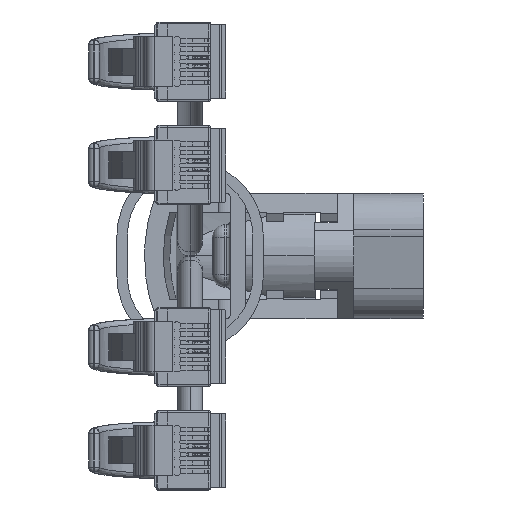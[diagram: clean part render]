
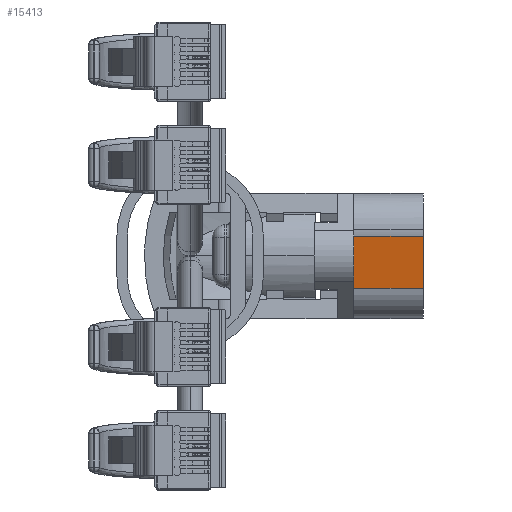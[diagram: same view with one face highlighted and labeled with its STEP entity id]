
A CAD part, left-side view. The second image highlights one B-rep face of the part: STEP entity #15413.
In plain terms, the highlighted face is planar.
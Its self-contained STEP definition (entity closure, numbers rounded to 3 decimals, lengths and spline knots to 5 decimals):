
#885 = CARTESIAN_POINT ( 'NONE',  ( -1.27577, -0.15523, 0. ) ) ;
#1266 = CARTESIAN_POINT ( 'NONE',  ( -1.27577, -0.15523, 0.33402 ) ) ;
#3317 = CARTESIAN_POINT ( 'NONE',  ( -1.31978, 0.09438, 0. ) ) ;
#3323 = CARTESIAN_POINT ( 'NONE',  ( -1.31978, 0.09438, 0.33402 ) ) ;
#7607 = LINE ( 'NONE', #20191, #7609 ) ;
#7609 = VECTOR ( 'NONE', #20255, 39.37008 ) ;
#7622 = LINE ( 'NONE', #20402, #7626 ) ;
#7626 = VECTOR ( 'NONE', #20499, 39.37008 ) ;
#7652 = LINE ( 'NONE', #20446, #7654 ) ;
#7654 = VECTOR ( 'NONE', #20443, 39.37008 ) ;
#8210 = VERTEX_POINT ( 'NONE', #3323 ) ;
#8214 = VERTEX_POINT ( 'NONE', #3317 ) ;
#8898 = VERTEX_POINT ( 'NONE', #885 ) ;
#8955 = VERTEX_POINT ( 'NONE', #1266 ) ;
#13408 = ORIENTED_EDGE ( 'NONE', *, *, #13584, .T. ) ;
#13409 = ORIENTED_EDGE ( 'NONE', *, *, #13568, .F. ) ;
#13410 = ORIENTED_EDGE ( 'NONE', *, *, #13557, .F. ) ;
#13411 = ORIENTED_EDGE ( 'NONE', *, *, #42052, .T. ) ;
#13557 = EDGE_CURVE ( 'NONE', #8210, #8955, #7607, .T. ) ;
#13568 = EDGE_CURVE ( 'NONE', #8955, #8898, #7622, .T. ) ;
#13584 = EDGE_CURVE ( 'NONE', #8214, #8898, #7652, .T. ) ;
#15413 = ADVANCED_FACE ( 'NONE', ( #17023 ), #29557, .F. ) ;
#17023 = FACE_OUTER_BOUND ( 'NONE', #21600, .T. ) ;
#20191 = CARTESIAN_POINT ( 'NONE',  ( -1.31978, 0.09438, 0.33402 ) ) ;
#20255 = DIRECTION ( 'NONE',  ( 0.174, -0.985, 0. ) ) ;
#20402 = CARTESIAN_POINT ( 'NONE',  ( -1.27577, -0.15523, 0.33402 ) ) ;
#20443 = DIRECTION ( 'NONE',  ( 0.174, -0.985, 0. ) ) ;
#20446 = CARTESIAN_POINT ( 'NONE',  ( -1.31978, 0.09438, 0. ) ) ;
#20499 = DIRECTION ( 'NONE',  ( 0., 0., -1. ) ) ;
#21600 = EDGE_LOOP ( 'NONE', ( #13408, #13409, #13410, #13411 ) ) ;
#24389 = AXIS2_PLACEMENT_3D ( 'NONE', #29553, #29559, #29560 ) ;
#29553 = CARTESIAN_POINT ( 'NONE',  ( -1.31978, 0.09438, 0.33402 ) ) ;
#29557 = PLANE ( 'NONE',  #24389 ) ;
#29559 = DIRECTION ( 'NONE',  ( 0.985, 0.174, 0. ) ) ;
#29560 = DIRECTION ( 'NONE',  ( -0.174, 0.985, 0. ) ) ;
#39937 = CARTESIAN_POINT ( 'NONE',  ( -1.31978, 0.09438, 0.33402 ) ) ;
#39938 = DIRECTION ( 'NONE',  ( 0., 0., -1. ) ) ;
#40505 = LINE ( 'NONE', #39937, #40506 ) ;
#40506 = VECTOR ( 'NONE', #39938, 39.37008 ) ;
#42052 = EDGE_CURVE ( 'NONE', #8210, #8214, #40505, .T. ) ;
